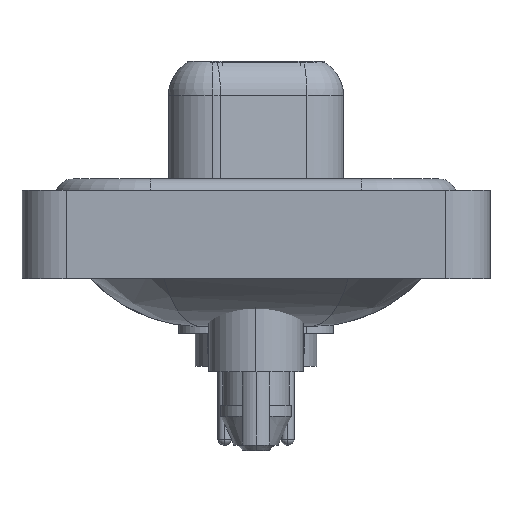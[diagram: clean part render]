
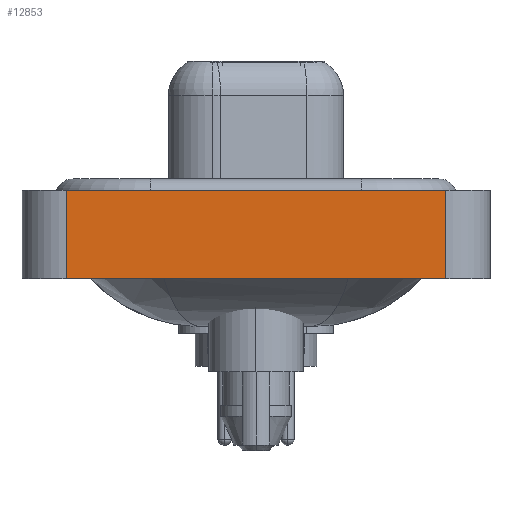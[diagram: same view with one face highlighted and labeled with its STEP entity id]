
A CAD part, left-side view. The second image highlights one B-rep face of the part: STEP entity #12853.
In plain terms, the highlighted planar face has unit normal (-1, 0, 0).
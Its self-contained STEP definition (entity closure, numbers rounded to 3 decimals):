
#182 = ORIENTED_EDGE ( 'NONE', *, *, #18211, .F. ) ;
#254 = VERTEX_POINT ( 'NONE', #14132 ) ;
#405 = VECTOR ( 'NONE', #11802, 1000. ) ;
#744 = EDGE_CURVE ( 'NONE', #767, #10754, #20131, .T. ) ;
#767 = VERTEX_POINT ( 'NONE', #18481 ) ;
#940 = VERTEX_POINT ( 'NONE', #13132 ) ;
#1628 = ORIENTED_EDGE ( 'NONE', *, *, #13813, .F. ) ;
#2966 = DIRECTION ( 'NONE',  ( 0., 0., 1. ) ) ;
#3196 = LINE ( 'NONE', #6358, #13282 ) ;
#3506 = EDGE_CURVE ( 'NONE', #10754, #940, #3196, .T. ) ;
#4419 = PLANE ( 'NONE',  #11503 ) ;
#6358 = CARTESIAN_POINT ( 'NONE',  ( -7.25, -8.55, -3.6 ) ) ;
#7289 = DIRECTION ( 'NONE',  ( 0., -1., 0. ) ) ;
#8394 = CARTESIAN_POINT ( 'NONE',  ( -7.25, -8.55, 0.4 ) ) ;
#8492 = LINE ( 'NONE', #8394, #405 ) ;
#9965 = DIRECTION ( 'NONE',  ( 0., 0., 1. ) ) ;
#10479 = FACE_OUTER_BOUND ( 'NONE', #10910, .T. ) ;
#10754 = VERTEX_POINT ( 'NONE', #16228 ) ;
#10910 = EDGE_LOOP ( 'NONE', ( #20423, #182, #1628, #11776 ) ) ;
#10913 = DIRECTION ( 'NONE',  ( 0., 0., 1. ) ) ;
#11503 = AXIS2_PLACEMENT_3D ( 'NONE', #14090, #18560, #2966 ) ;
#11776 = ORIENTED_EDGE ( 'NONE', *, *, #744, .T. ) ;
#11802 = DIRECTION ( 'NONE',  ( 0., -1., 0. ) ) ;
#12853 = ADVANCED_FACE ( 'NONE', ( #10479 ), #4419, .T. ) ;
#13132 = CARTESIAN_POINT ( 'NONE',  ( -7.25, -8.55, 0.4 ) ) ;
#13282 = VECTOR ( 'NONE', #10913, 1000. ) ;
#13709 = CARTESIAN_POINT ( 'NONE',  ( -7.25, -8.55, -3.6 ) ) ;
#13813 = EDGE_CURVE ( 'NONE', #767, #254, #19008, .T. ) ;
#14090 = CARTESIAN_POINT ( 'NONE',  ( -7.25, -8.55, -3.6 ) ) ;
#14132 = CARTESIAN_POINT ( 'NONE',  ( -7.25, 8.55, 0.4 ) ) ;
#16228 = CARTESIAN_POINT ( 'NONE',  ( -7.25, -8.55, -3.6 ) ) ;
#16838 = VECTOR ( 'NONE', #7289, 1000. ) ;
#17538 = CARTESIAN_POINT ( 'NONE',  ( -7.25, 8.55, -3.6 ) ) ;
#18211 = EDGE_CURVE ( 'NONE', #254, #940, #8492, .T. ) ;
#18481 = CARTESIAN_POINT ( 'NONE',  ( -7.25, 8.55, -3.6 ) ) ;
#18560 = DIRECTION ( 'NONE',  ( -1., 0., 0. ) ) ;
#19008 = LINE ( 'NONE', #17538, #19447 ) ;
#19447 = VECTOR ( 'NONE', #9965, 1000. ) ;
#20131 = LINE ( 'NONE', #13709, #16838 ) ;
#20423 = ORIENTED_EDGE ( 'NONE', *, *, #3506, .T. ) ;
